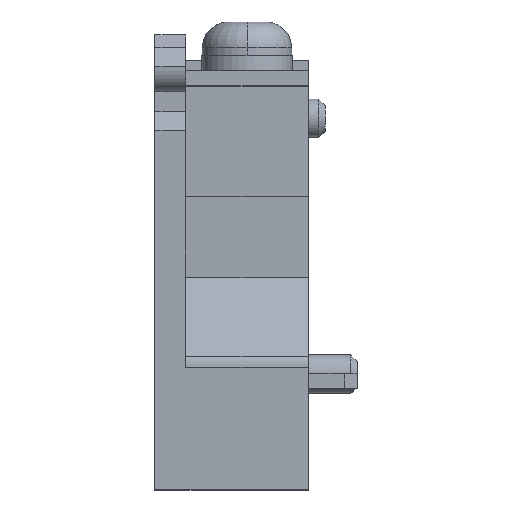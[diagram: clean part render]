
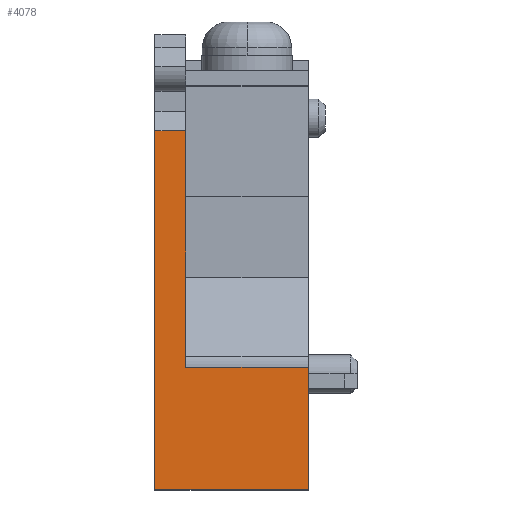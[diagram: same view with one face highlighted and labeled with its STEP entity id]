
A CAD part, top view. The second image highlights one B-rep face of the part: STEP entity #4078.
In plain terms, the highlighted face is planar.
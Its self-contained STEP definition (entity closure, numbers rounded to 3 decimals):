
#161 = DIRECTION ( 'NONE',  ( 0., 0., 1. ) ) ;
#212 = CARTESIAN_POINT ( 'NONE',  ( -6., -19., -6.5 ) ) ;
#442 = DIRECTION ( 'NONE',  ( 0., 1., 0. ) ) ;
#465 = FACE_OUTER_BOUND ( 'NONE', #2934, .T. ) ;
#473 = VERTEX_POINT ( 'NONE', #3881 ) ;
#594 = VERTEX_POINT ( 'NONE', #1375 ) ;
#704 = DIRECTION ( 'NONE',  ( 0., 0., -1. ) ) ;
#729 = CARTESIAN_POINT ( 'NONE',  ( 0., -19., 7.5 ) ) ;
#888 = DIRECTION ( 'NONE',  ( 0., 0., -1. ) ) ;
#970 = EDGE_CURVE ( 'NONE', #594, #3624, #4193, .T. ) ;
#1147 = CARTESIAN_POINT ( 'NONE',  ( -9.6, -19., 7.5 ) ) ;
#1212 = LINE ( 'NONE', #1147, #2314 ) ;
#1248 = DIRECTION ( 'NONE',  ( -1., 0., 0. ) ) ;
#1277 = VECTOR ( 'NONE', #1528, 1000. ) ;
#1329 = EDGE_CURVE ( 'NONE', #2008, #3095, #3472, .T. ) ;
#1350 = ORIENTED_EDGE ( 'NONE', *, *, #2563, .F. ) ;
#1375 = CARTESIAN_POINT ( 'NONE',  ( -9.6, -19., 3.015 ) ) ;
#1486 = ORIENTED_EDGE ( 'NONE', *, *, #1329, .F. ) ;
#1507 = CARTESIAN_POINT ( 'NONE',  ( -12., -19., -6.5 ) ) ;
#1528 = DIRECTION ( 'NONE',  ( 1., 0., 0. ) ) ;
#1547 = ORIENTED_EDGE ( 'NONE', *, *, #970, .F. ) ;
#1794 = LINE ( 'NONE', #4123, #2044 ) ;
#1799 = CARTESIAN_POINT ( 'NONE',  ( -6., -19., 21.5 ) ) ;
#1802 = PLANE ( 'NONE',  #3491 ) ;
#1942 = ORIENTED_EDGE ( 'NONE', *, *, #2680, .T. ) ;
#2008 = VERTEX_POINT ( 'NONE', #2773 ) ;
#2044 = VECTOR ( 'NONE', #3829, 1000. ) ;
#2314 = VECTOR ( 'NONE', #888, 1000. ) ;
#2489 = CARTESIAN_POINT ( 'NONE',  ( -9.6, -19., 21.5 ) ) ;
#2563 = EDGE_CURVE ( 'NONE', #3095, #594, #1212, .T. ) ;
#2587 = DIRECTION ( 'NONE',  ( 1., 0., 0. ) ) ;
#2649 = CARTESIAN_POINT ( 'NONE',  ( -12., -19., -6.5 ) ) ;
#2680 = EDGE_CURVE ( 'NONE', #2008, #3938, #1794, .T. ) ;
#2773 = CARTESIAN_POINT ( 'NONE',  ( -12., -19., 21.5 ) ) ;
#2779 = VECTOR ( 'NONE', #2587, 1000. ) ;
#2882 = VECTOR ( 'NONE', #1248, 1000. ) ;
#2934 = EDGE_LOOP ( 'NONE', ( #1547, #1350, #1486, #1942, #3897, #3832 ) ) ;
#2956 = CARTESIAN_POINT ( 'NONE',  ( -6., -19., 3.015 ) ) ;
#3095 = VERTEX_POINT ( 'NONE', #2489 ) ;
#3114 = EDGE_CURVE ( 'NONE', #473, #3938, #3158, .T. ) ;
#3158 = LINE ( 'NONE', #212, #2882 ) ;
#3303 = LINE ( 'NONE', #729, #3436 ) ;
#3436 = VECTOR ( 'NONE', #704, 1000. ) ;
#3472 = LINE ( 'NONE', #1799, #1277 ) ;
#3491 = AXIS2_PLACEMENT_3D ( 'NONE', #1507, #442, #161 ) ;
#3526 = EDGE_CURVE ( 'NONE', #3624, #473, #3303, .T. ) ;
#3624 = VERTEX_POINT ( 'NONE', #4118 ) ;
#3829 = DIRECTION ( 'NONE',  ( 0., 0., -1. ) ) ;
#3832 = ORIENTED_EDGE ( 'NONE', *, *, #3526, .F. ) ;
#3881 = CARTESIAN_POINT ( 'NONE',  ( 0., -19., -6.5 ) ) ;
#3897 = ORIENTED_EDGE ( 'NONE', *, *, #3114, .F. ) ;
#3938 = VERTEX_POINT ( 'NONE', #2649 ) ;
#4078 = ADVANCED_FACE ( 'NONE', ( #465 ), #1802, .F. ) ;
#4118 = CARTESIAN_POINT ( 'NONE',  ( 0., -19., 3.015 ) ) ;
#4123 = CARTESIAN_POINT ( 'NONE',  ( -12., -19., 11.25 ) ) ;
#4193 = LINE ( 'NONE', #2956, #2779 ) ;
